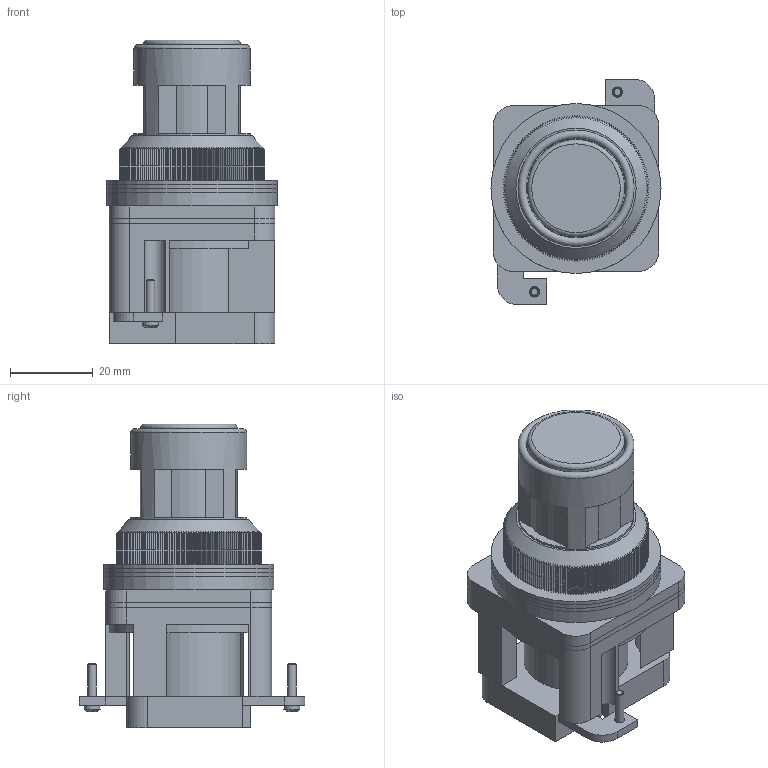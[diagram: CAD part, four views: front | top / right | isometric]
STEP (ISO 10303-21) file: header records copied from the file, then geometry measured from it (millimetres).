
FILE_DESCRIPTION((''),'2;1');
FILE_NAME('ALFx-xxx.stp','2007-11-19T15:01:13',('Philipp'),(''),'Autodesk Inventor 2008','Autodesk Inventor 2008','');
FILE_SCHEMA(('AUTOMOTIVE_DESIGN { 1 0 10303 214 1 1 1 1 }'));
Length unit declared in the file: millimetre
Products named in the file (12): ALFx-xxx; bronze_base; gasket; plastic_standoff; foot; cover; rubber_gasket_3mm; rubber_gasket_1mm; washer_screw; cap; DIN EN ISO 7045 H M3.5 x 30 - 4.8 - H; DIN 7985 (H) M2x10-H
Assembly tree (15 placements, depth 2):
  ALFx-xxx
    bronze_base
    gasket
    plastic_standoff
    foot
    cover
    rubber_gasket_3mm
    rubber_gasket_1mm  x3
    washer_screw
    cap
    DIN EN ISO 7045 H M3.5 x 30 - 4.8 - H  x2
    DIN 7985 (H) M2x10-H  x2
Bounding box: 41 x 54.41 x 73.25 mm (x, y, z)
Volume: 50388.4 mm3; surface area: 40122.7 mm2
Topology: 15 solids, 15 shells, 1432 faces, 4155 edges, 2763 vertices
Faces by surface type: plane 908, cylinder 435, cone 57, torus 20, bspline 8, sphere 4
Full cylindrical faces by diameter (mm): 1.8 x2, 2 x2, 2.5 x2, 3.175 x2, 3.5 x8, 18.4 x1, 23 x1, 23.4 x1, 24 x1, 25 x1, 25.5 x1, 28 x1, 30 x3, 30.5 x5, 31.75 x2, 41 x4
Entity records: 45108 total; most frequent: CARTESIAN_POINT 9227, ORIENTED_EDGE 7806, DIRECTION 7194, EDGE_CURVE 3903, VERTEX_POINT 2627, VECTOR 2508, LINE 2508, AXIS2_PLACEMENT_3D 2343
